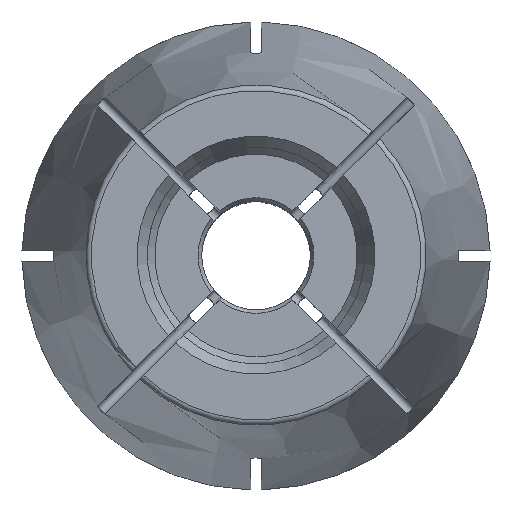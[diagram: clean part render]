
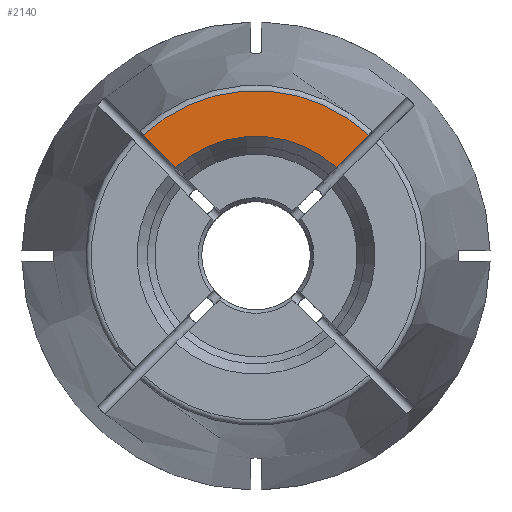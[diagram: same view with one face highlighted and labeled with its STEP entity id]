
A CAD part, top view. The second image highlights one B-rep face of the part: STEP entity #2140.
In plain terms, the highlighted planar face has unit normal (0, 0, 1).
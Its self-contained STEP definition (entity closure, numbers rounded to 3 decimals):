
#39=PLANE('',#2358);
#132=LINE('',#3894,#228);
#133=LINE('',#3898,#229);
#228=VECTOR('',#2833,1000.);
#229=VECTOR('',#2836,1000.);
#774=ORIENTED_EDGE('',*,*,#1375,.T.);
#775=ORIENTED_EDGE('',*,*,#1377,.T.);
#776=ORIENTED_EDGE('',*,*,#1378,.T.);
#777=ORIENTED_EDGE('',*,*,#1379,.T.);
#1375=EDGE_CURVE('',#1639,#1638,#1756,.T.);
#1377=EDGE_CURVE('',#1638,#1640,#132,.T.);
#1378=EDGE_CURVE('',#1640,#1641,#1757,.T.);
#1379=EDGE_CURVE('',#1641,#1639,#133,.T.);
#1638=VERTEX_POINT('',#3886);
#1639=VERTEX_POINT('',#3888);
#1640=VERTEX_POINT('',#3895);
#1641=VERTEX_POINT('',#3897);
#1756=CIRCLE('',#2357,9.099);
#1757=CIRCLE('',#2359,6.577);
#1862=EDGE_LOOP('',(#774,#775,#776,#777));
#1986=FACE_BOUND('',#1862,.T.);
#2140=ADVANCED_FACE('',(#1986),#39,.F.);
#2357=AXIS2_PLACEMENT_3D('',#3887,#2829,#2830);
#2358=AXIS2_PLACEMENT_3D('',#3893,#2831,#2832);
#2359=AXIS2_PLACEMENT_3D('',#3896,#2834,#2835);
#2829=DIRECTION('',(0.,0.,1.));
#2830=DIRECTION('',(1.,0.,0.));
#2831=DIRECTION('',(0.,0.,-1.));
#2832=DIRECTION('',(-1.,0.,0.));
#2833=DIRECTION('',(0.707,-0.707,0.));
#2834=DIRECTION('',(0.,0.,-1.));
#2835=DIRECTION('',(-1.,0.,0.));
#2836=DIRECTION('',(0.707,0.707,0.));
#3886=CARTESIAN_POINT('',(-6.218,6.643,34.2));
#3887=CARTESIAN_POINT('',(0.,0.,34.2));
#3888=CARTESIAN_POINT('',(6.218,6.643,34.2));
#3893=CARTESIAN_POINT('',(0.,9.099,34.2));
#3894=CARTESIAN_POINT('',(-4.337,4.762,34.2));
#3895=CARTESIAN_POINT('',(-4.434,4.858,34.2));
#3896=CARTESIAN_POINT('',(0.,0.,34.2));
#3897=CARTESIAN_POINT('',(4.434,4.858,34.2));
#3898=CARTESIAN_POINT('',(4.337,4.762,34.2));
